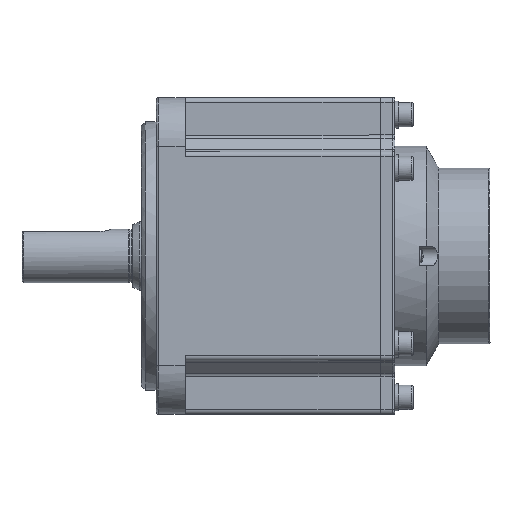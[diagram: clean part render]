
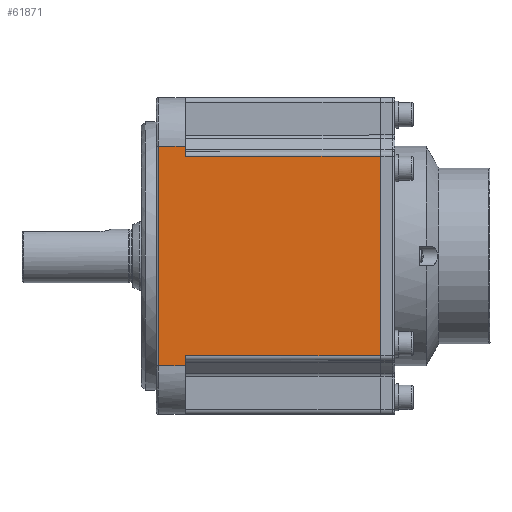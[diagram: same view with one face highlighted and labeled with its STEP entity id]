
A CAD part, front view. The second image highlights one B-rep face of the part: STEP entity #61871.
In plain terms, the highlighted planar face has unit normal (0, -1, 0).
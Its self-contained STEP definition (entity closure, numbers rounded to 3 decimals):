
#85 = CARTESIAN_POINT ( 'NONE',  ( -78.058, 45.539, 79.16 ) ) ;
#1698 = VECTOR ( 'NONE', #12198, 1000. ) ;
#1833 = VECTOR ( 'NONE', #70571, 1000. ) ;
#2019 = PLANE ( 'NONE',  #69154 ) ;
#2929 = LINE ( 'NONE', #36292, #32312 ) ;
#3118 = CARTESIAN_POINT ( 'NONE',  ( -78.058, 45.539, 75.16 ) ) ;
#3562 = ORIENTED_EDGE ( 'NONE', *, *, #14396, .F. ) ;
#4016 = ORIENTED_EDGE ( 'NONE', *, *, #5941, .T. ) ;
#5941 = EDGE_CURVE ( 'NONE', #65819, #18621, #2929, .T. ) ;
#6538 = VERTEX_POINT ( 'NONE', #85 ) ;
#7359 = CARTESIAN_POINT ( 'NONE',  ( 1.949, 45.539, -6.832 ) ) ;
#10018 = VERTEX_POINT ( 'NONE', #49688 ) ;
#12198 = DIRECTION ( 'NONE',  ( 1., 0., 0. ) ) ;
#12341 = CARTESIAN_POINT ( 'NONE',  ( -93.058, 45.539, 79.159 ) ) ;
#13847 = EDGE_CURVE ( 'NONE', #48789, #43564, #16475, .T. ) ;
#14229 = DIRECTION ( 'NONE',  ( 0., 0., 1. ) ) ;
#14396 = EDGE_CURVE ( 'NONE', #59894, #18621, #56111, .T. ) ;
#14803 = EDGE_CURVE ( 'NONE', #59894, #10018, #58606, .T. ) ;
#15239 = EDGE_CURVE ( 'NONE', #66648, #10018, #46595, .T. ) ;
#15263 = EDGE_CURVE ( 'NONE', #48789, #66648, #44871, .T. ) ;
#15650 = EDGE_CURVE ( 'NONE', #43564, #6538, #58539, .T. ) ;
#15668 = EDGE_CURVE ( 'NONE', #65819, #6538, #47414, .T. ) ;
#15741 = CARTESIAN_POINT ( 'NONE',  ( -78.049, 45.539, -20.84 ) ) ;
#16475 = LINE ( 'NONE', #70788, #1833 ) ;
#17220 = VECTOR ( 'NONE', #25898, 1000. ) ;
#18621 = VERTEX_POINT ( 'NONE', #52355 ) ;
#18870 = CARTESIAN_POINT ( 'NONE',  ( -268.906, 45.539, 75.144 ) ) ;
#24525 = DIRECTION ( 'NONE',  ( 0., -1., 0. ) ) ;
#25363 = CARTESIAN_POINT ( 'NONE',  ( 1.951, 45.539, -26.165 ) ) ;
#25898 = DIRECTION ( 'NONE',  ( -1., 0., 0. ) ) ;
#25918 = CARTESIAN_POINT ( 'NONE',  ( -268.898, 45.539, -6.856 ) ) ;
#26486 = DIRECTION ( 'NONE',  ( 0., 0., -1. ) ) ;
#26887 = VECTOR ( 'NONE', #64306, 1000. ) ;
#27703 = ORIENTED_EDGE ( 'NONE', *, *, #13847, .T. ) ;
#29427 = VECTOR ( 'NONE', #47833, 1000. ) ;
#30103 = CARTESIAN_POINT ( 'NONE',  ( -78.05, 45.539, -10.84 ) ) ;
#31557 = ORIENTED_EDGE ( 'NONE', *, *, #15650, .T. ) ;
#32312 = VECTOR ( 'NONE', #36540, 1000. ) ;
#35397 = FACE_OUTER_BOUND ( 'NONE', #51919, .T. ) ;
#36292 = CARTESIAN_POINT ( 'NONE',  ( -89.058, 45.539, 79.159 ) ) ;
#36298 = CARTESIAN_POINT ( 'NONE',  ( -89.058, 45.539, 79.159 ) ) ;
#36540 = DIRECTION ( 'NONE',  ( 0., 0., -1. ) ) ;
#43167 = VECTOR ( 'NONE', #26486, 1000. ) ;
#43564 = VERTEX_POINT ( 'NONE', #3118 ) ;
#43983 = VECTOR ( 'NONE', #14229, 1000. ) ;
#44871 = LINE ( 'NONE', #25363, #43167 ) ;
#46595 = LINE ( 'NONE', #25918, #17220 ) ;
#47414 = LINE ( 'NONE', #12341, #1698 ) ;
#47833 = DIRECTION ( 'NONE',  ( 0., 0., 1. ) ) ;
#48789 = VERTEX_POINT ( 'NONE', #66656 ) ;
#49688 = CARTESIAN_POINT ( 'NONE',  ( -78.051, 45.539, -6.84 ) ) ;
#51919 = EDGE_LOOP ( 'NONE', ( #4016, #3562, #55365, #68993, #70968, #27703, #31557, #66502 ) ) ;
#52355 = CARTESIAN_POINT ( 'NONE',  ( -89.05, 45.539, -10.841 ) ) ;
#55365 = ORIENTED_EDGE ( 'NONE', *, *, #14803, .T. ) ;
#56111 = LINE ( 'NONE', #65366, #26887 ) ;
#58539 = LINE ( 'NONE', #15741, #43983 ) ;
#58606 = LINE ( 'NONE', #67224, #29427 ) ;
#59894 = VERTEX_POINT ( 'NONE', #30103 ) ;
#61871 = ADVANCED_FACE ( 'NONE', ( #35397 ), #2019, .T. ) ;
#62798 = DIRECTION ( 'NONE',  ( 0., 0., -1. ) ) ;
#64306 = DIRECTION ( 'NONE',  ( -1., 0., 0. ) ) ;
#65366 = CARTESIAN_POINT ( 'NONE',  ( -93.05, 45.539, -10.841 ) ) ;
#65819 = VERTEX_POINT ( 'NONE', #36298 ) ;
#66502 = ORIENTED_EDGE ( 'NONE', *, *, #15668, .F. ) ;
#66648 = VERTEX_POINT ( 'NONE', #7359 ) ;
#66656 = CARTESIAN_POINT ( 'NONE',  ( 1.942, 45.539, 75.168 ) ) ;
#67224 = CARTESIAN_POINT ( 'NONE',  ( -78.049, 45.539, -20.84 ) ) ;
#68993 = ORIENTED_EDGE ( 'NONE', *, *, #15239, .F. ) ;
#69154 = AXIS2_PLACEMENT_3D ( 'NONE', #18870, #24525, #62798 ) ;
#70571 = DIRECTION ( 'NONE',  ( -1., 0., 0. ) ) ;
#70788 = CARTESIAN_POINT ( 'NONE',  ( 1.942, 45.539, 75.168 ) ) ;
#70968 = ORIENTED_EDGE ( 'NONE', *, *, #15263, .F. ) ;
